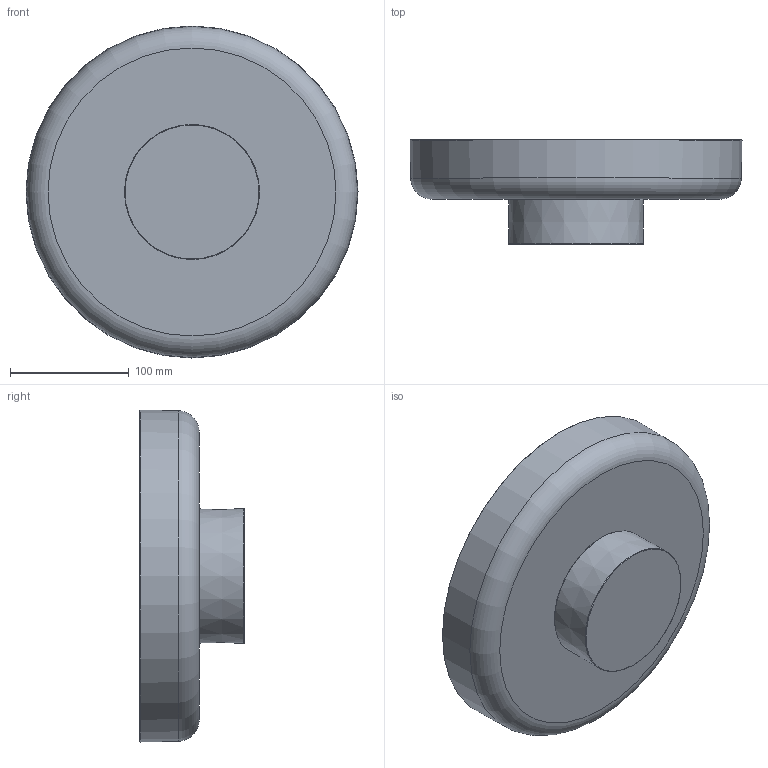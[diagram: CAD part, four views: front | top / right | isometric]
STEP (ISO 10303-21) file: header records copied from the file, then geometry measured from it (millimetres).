
FILE_DESCRIPTION(/* description */ ('This is a sample STEP configuration'),/* implementation_level */ '2;1');
FILE_NAME(/* name */ '136-2006xxxx SIMPLE.ipt_Rev_00.1.stp',/* time_stamp */ '2023-04-26T13:05:04+02:00',/* author */ ('powerJobs'),/* organization */ ('coolOrange'),/* preprocessor_version */ 'ST-DEVELOPER v19.2',/* originating_system */ 'Autodesk Inventor 2023',/* authorisation */ '');
FILE_SCHEMA (('AUTOMOTIVE_DESIGN { 1 0 10303 214 3 1 1 }'));
Length unit declared in the file: millimetre
Products named in the file (1): ENG000026271
Bounding box: 279.99 x 88.01 x 279.99 mm (x, y, z)
Volume: 675255.3 mm3; surface area: 247372.6 mm2
Topology: 1 solids, 22 shells, 60 faces, 144 edges, 107 vertices
Faces by surface type: plane 23, cylinder 22, cone 7, torus 6, sphere 2
Full cylindrical faces by diameter (mm): 3 x20, 110 x1, 113 x1
Entity records: 2899 total; most frequent: CARTESIAN_POINT 1444, DIRECTION 301, ORIENTED_EDGE 225, EDGE_CURVE 142, AXIS2_PLACEMENT_3D 136, VERTEX_POINT 107, EDGE_LOOP 81, CIRCLE 75
